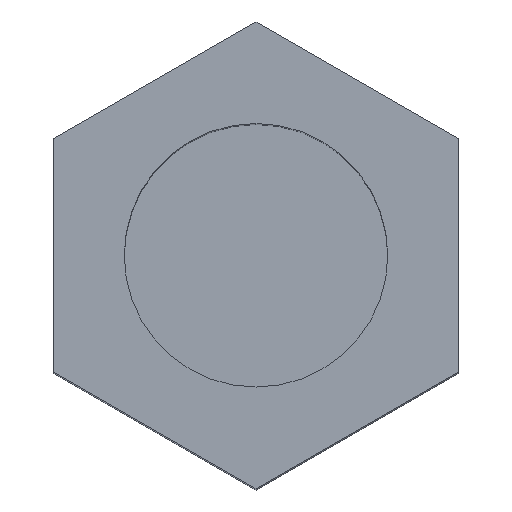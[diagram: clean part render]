
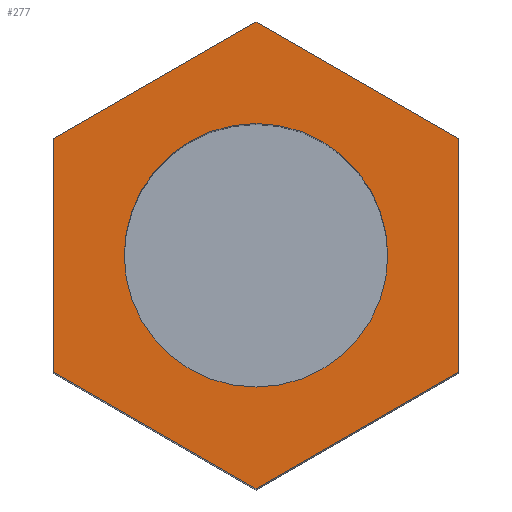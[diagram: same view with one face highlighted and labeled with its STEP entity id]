
A CAD part, top view. The second image highlights one B-rep face of the part: STEP entity #277.
In plain terms, the highlighted planar face has unit normal (0, 0, 1).
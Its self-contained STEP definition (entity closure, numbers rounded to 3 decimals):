
#85=FACE_BOUND('',#129,.T.);
#95=PLANE('',#313);
#115=FACE_OUTER_BOUND('',#128,.T.);
#128=EDGE_LOOP('',(#257,#258,#259,#260,#261,#262));
#129=EDGE_LOOP('',(#263));
#139=LINE('',#460,#159);
#142=LINE('',#465,#162);
#144=LINE('',#469,#164);
#145=LINE('',#472,#165);
#147=LINE('',#476,#167);
#149=LINE('',#479,#169);
#159=VECTOR('',#366,10.);
#162=VECTOR('',#371,10.);
#164=VECTOR('',#375,10.);
#165=VECTOR('',#378,10.);
#167=VECTOR('',#382,10.);
#169=VECTOR('',#386,10.);
#170=CIRCLE('',#299,1.5);
#176=VERTEX_POINT('',#431);
#186=VERTEX_POINT('',#457);
#187=VERTEX_POINT('',#459);
#188=VERTEX_POINT('',#463);
#189=VERTEX_POINT('',#467);
#190=VERTEX_POINT('',#471);
#191=VERTEX_POINT('',#475);
#192=EDGE_CURVE('',#176,#176,#170,.T.);
#205=EDGE_CURVE('',#187,#186,#139,.T.);
#208=EDGE_CURVE('',#186,#188,#142,.T.);
#210=EDGE_CURVE('',#188,#189,#144,.T.);
#211=EDGE_CURVE('',#190,#187,#145,.T.);
#213=EDGE_CURVE('',#191,#190,#147,.T.);
#215=EDGE_CURVE('',#189,#191,#149,.T.);
#257=ORIENTED_EDGE('',*,*,#208,.T.);
#258=ORIENTED_EDGE('',*,*,#210,.T.);
#259=ORIENTED_EDGE('',*,*,#215,.T.);
#260=ORIENTED_EDGE('',*,*,#213,.T.);
#261=ORIENTED_EDGE('',*,*,#211,.T.);
#262=ORIENTED_EDGE('',*,*,#205,.T.);
#263=ORIENTED_EDGE('',*,*,#192,.T.);
#277=ADVANCED_FACE('',(#115,#85),#95,.T.);
#299=AXIS2_PLACEMENT_3D('',#432,#341,#342);
#313=AXIS2_PLACEMENT_3D('',#481,#389,#390);
#341=DIRECTION('center_axis',(0.,0.,-1.));
#342=DIRECTION('ref_axis',(-1.,0.,0.));
#366=DIRECTION('',(0.,1.,0.));
#371=DIRECTION('',(-0.866,0.5,0.));
#375=DIRECTION('',(-0.866,-0.5,0.));
#378=DIRECTION('',(0.866,0.5,0.));
#382=DIRECTION('',(0.866,-0.5,0.));
#386=DIRECTION('',(0.,-1.,0.));
#389=DIRECTION('center_axis',(0.,0.,1.));
#390=DIRECTION('ref_axis',(1.,0.,0.));
#431=CARTESIAN_POINT('',(1.5,0.,15.));
#432=CARTESIAN_POINT('Origin',(0.,0.,15.));
#457=CARTESIAN_POINT('',(2.3,1.328,15.));
#459=CARTESIAN_POINT('',(2.3,-1.328,15.));
#460=CARTESIAN_POINT('',(2.3,1.328,15.));
#463=CARTESIAN_POINT('',(0.,2.656,15.));
#465=CARTESIAN_POINT('',(0.,2.656,15.));
#467=CARTESIAN_POINT('',(-2.3,1.328,15.));
#469=CARTESIAN_POINT('',(-2.3,1.328,15.));
#471=CARTESIAN_POINT('',(0.,-2.656,15.));
#472=CARTESIAN_POINT('',(2.3,-1.328,15.));
#475=CARTESIAN_POINT('',(-2.3,-1.328,15.));
#476=CARTESIAN_POINT('',(0.,-2.656,15.));
#479=CARTESIAN_POINT('',(-2.3,-1.328,15.));
#481=CARTESIAN_POINT('Origin',(0.,0.,
15.));
